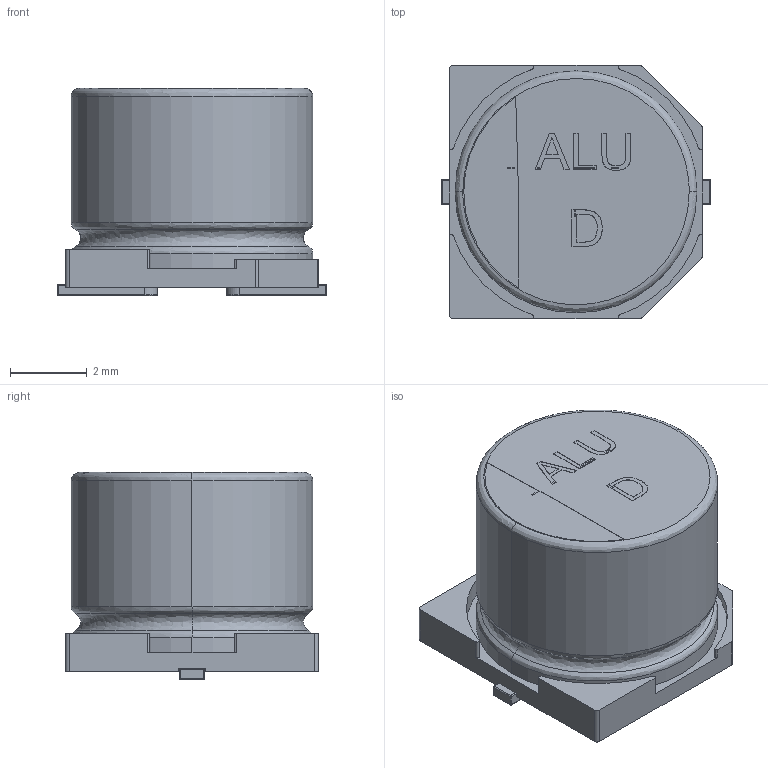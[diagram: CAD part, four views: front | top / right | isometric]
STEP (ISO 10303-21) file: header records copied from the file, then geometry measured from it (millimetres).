
FILE_DESCRIPTION (( 'STEP AP214' ), '1' );
FILE_NAME ('User Library-ALU-D.STEP', '2012-07-08T02:25:57', ( 'sysAdmin' ), ( 'SolidWorks' ), 'SwSTEP 2.0', 'SolidWorks 2012', '' );
FILE_SCHEMA (( 'AUTOMOTIVE_DESIGN' ));
Length unit declared in the file: centimetre
Products named in the file (5): User Library-ALU-D_Pins_1; User Library-ALU-D_Beschriftung_1; User Library-ALU-D_K_X_F6rper_1; User Library-ALU-D_Fuss_1; User Library-ALU-D
Assembly tree (4 placements, depth 2):
  User Library-ALU-D
    User Library-ALU-D_Fuss_1
    User Library-ALU-D_Pins_1
    User Library-ALU-D_K_X_F6rper_1
    User Library-ALU-D_Beschriftung_1
Bounding box: 7 x 6.6 x 5.4 mm (x, y, z)
Volume: 168.1 mm3; surface area: 307.1 mm2
Topology: 4 solids, 4 shells, 247 faces, 626 edges, 398 vertices
Faces by surface type: plane 139, cylinder 54, bspline 54
Entity records: 10550 total; most frequent: CARTESIAN_POINT 1946, ORIENTED_EDGE 1236, DIRECTION 1074, EDGE_CURVE 618, VECTOR 418, LINE 418, VERTEX_POINT 398, AXIS2_PLACEMENT_3D 328
